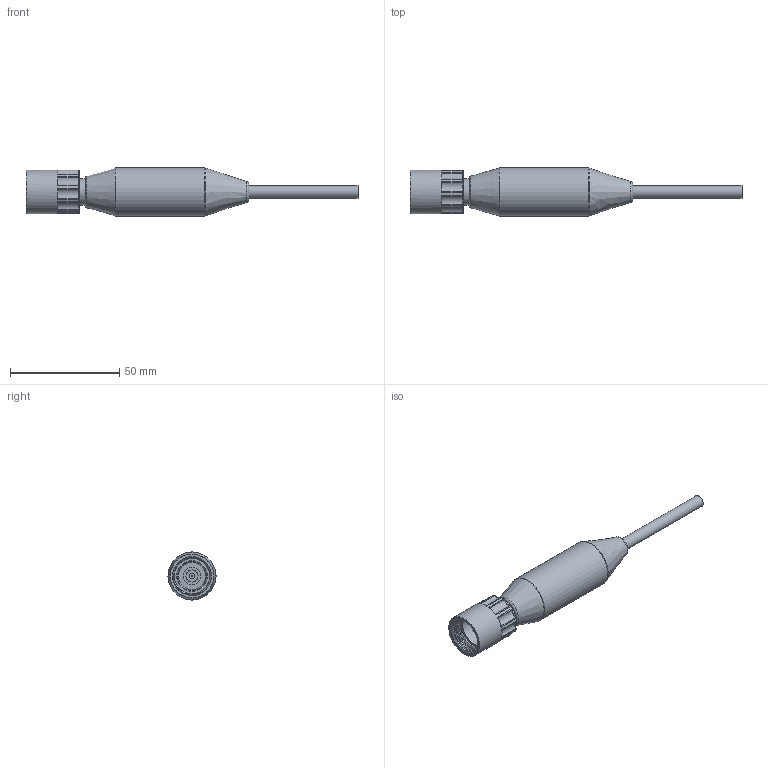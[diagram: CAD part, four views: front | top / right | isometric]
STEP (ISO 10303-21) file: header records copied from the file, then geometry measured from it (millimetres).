
FILE_DESCRIPTION(/* description */ (''),/* implementation_level */ '2;1');
FILE_NAME(/* name */ 'Single Fibre CCP - Titanium.stp',/* time_stamp */ '2015-12-10T10:49:07+01:00',/* author */ ('sh'),/* organization */ (''),/* preprocessor_version */ 'ST-DEVELOPER v15.2',/* originating_system */ 'Autodesk Inventor 2014',/* authorisation */ '');
FILE_SCHEMA (('AUTOMOTIVE_DESIGN { 1 0 10303 214 3 1 1 }'));
Length unit declared in the file: millimetre
Products named in the file (1): Single Fibre CCP - Titanium
Bounding box: 152.15 x 22 x 22 mm (x, y, z)
Volume: 28512.2 mm3; surface area: 9268.4 mm2
Topology: 1 solids, 1 shells, 120 faces, 254 edges, 147 vertices
Faces by surface type: cylinder 45, plane 24, torus 24, sphere 20, bspline 4, cone 3
Full cylindrical faces by diameter (mm): 0.2 x1, 2.5 x1, 5.5 x2, 8 x1, 12 x1, 12.5 x1, 14 x1, 16.3 x3, 20 x1, 22 x1
Entity records: 3848 total; most frequent: CARTESIAN_POINT 1182, DIRECTION 618, ORIENTED_EDGE 452, AXIS2_PLACEMENT_3D 286, EDGE_CURVE 226, CIRCLE 172, EDGE_LOOP 145, VERTEX_POINT 139
